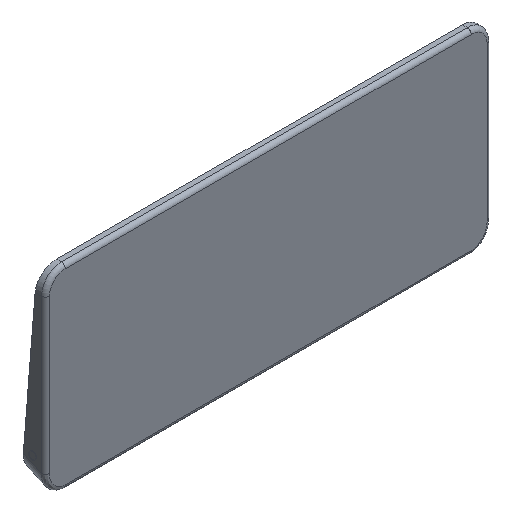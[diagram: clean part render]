
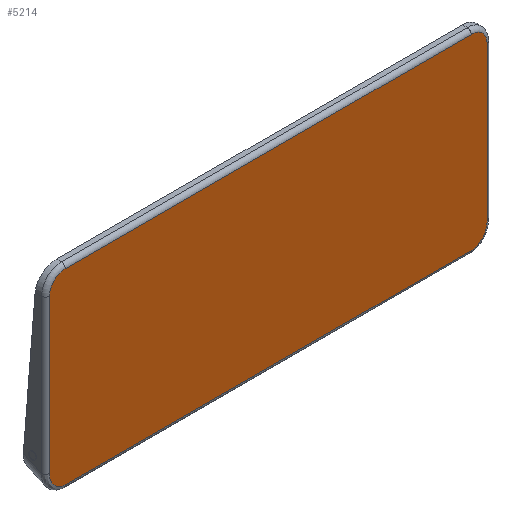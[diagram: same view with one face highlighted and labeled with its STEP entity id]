
A CAD part, isometric view. The second image highlights one B-rep face of the part: STEP entity #5214.
In plain terms, the highlighted planar face has unit normal (0, -1, 0).
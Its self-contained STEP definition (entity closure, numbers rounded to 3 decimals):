
#50 = EDGE_CURVE ( 'NONE', #428, #2247, #2839, .T. ) ;
#112 = CARTESIAN_POINT ( 'NONE',  ( 137.5, 0., -46.982 ) ) ;
#428 = VERTEX_POINT ( 'NONE', #1712 ) ;
#437 = ORIENTED_EDGE ( 'NONE', *, *, #7122, .T. ) ;
#472 = ORIENTED_EDGE ( 'NONE', *, *, #5866, .T. ) ;
#500 = DIRECTION ( 'NONE',  ( 0., -1., 0. ) ) ;
#700 = CARTESIAN_POINT ( 'NONE',  ( 140., 0., -58.048 ) ) ;
#951 = VECTOR ( 'NONE', #2068, 1000. ) ;
#1066 = LINE ( 'NONE', #1980, #6872 ) ;
#1251 =( BOUNDED_CURVE ( )  B_SPLINE_CURVE ( 3, ( #3003, #1651, #5059, #5768 ),
 .UNSPECIFIED., .F., .F. ) 
 B_SPLINE_CURVE_WITH_KNOTS ( ( 4, 4 ),
 ( 3.142, 4.712 ),
 .UNSPECIFIED. ) 
 CURVE ( )  GEOMETRIC_REPRESENTATION_ITEM ( )  RATIONAL_B_SPLINE_CURVE ( ( 1., 0.805, 0.805, 1. ) ) 
 REPRESENTATION_ITEM ( '' )  );
#1259 = CARTESIAN_POINT ( 'NONE',  ( -137.5, 0., -46.982 ) ) ;
#1580 = CARTESIAN_POINT ( 'NONE',  ( 140., 0., -62. ) ) ;
#1588 = AXIS2_PLACEMENT_3D ( 'NONE', #6126, #500, #1820 ) ;
#1651 = CARTESIAN_POINT ( 'NONE',  ( 133.358, 0., -58.048 ) ) ;
#1712 = CARTESIAN_POINT ( 'NONE',  ( -127.5, 0., 59.5 ) ) ;
#1820 = DIRECTION ( 'NONE',  ( 0., 0., 1. ) ) ;
#1980 = CARTESIAN_POINT ( 'NONE',  ( 137.5, 0., -62. ) ) ;
#2006 =( BOUNDED_CURVE ( )  B_SPLINE_CURVE ( 3, ( #1259, #5459, #8796, #6559 ),
 .UNSPECIFIED., .F., .F. ) 
 B_SPLINE_CURVE_WITH_KNOTS ( ( 4, 4 ),
 ( 4.712, 6.283 ),
 .UNSPECIFIED. ) 
 CURVE ( )  GEOMETRIC_REPRESENTATION_ITEM ( )  RATIONAL_B_SPLINE_CURVE ( ( 1., 0.805, 0.805, 1. ) ) 
 REPRESENTATION_ITEM ( '' )  );
#2060 = ORIENTED_EDGE ( 'NONE', *, *, #6573, .T. ) ;
#2068 = DIRECTION ( 'NONE',  ( 1., 0., 0. ) ) ;
#2115 = CIRCLE ( 'NONE', #6888, 10. ) ;
#2247 = VERTEX_POINT ( 'NONE', #7222 ) ;
#2291 = VERTEX_POINT ( 'NONE', #4363 ) ;
#2560 = EDGE_CURVE ( 'NONE', #8468, #8161, #2006, .T. ) ;
#2839 = CIRCLE ( 'NONE', #1588, 10. ) ;
#3003 = CARTESIAN_POINT ( 'NONE',  ( 127.5, 0., -58.048 ) ) ;
#3371 = ORIENTED_EDGE ( 'NONE', *, *, #8483, .T. ) ;
#3381 = DIRECTION ( 'NONE',  ( 0., 0., 1. ) ) ;
#3524 = CARTESIAN_POINT ( 'NONE',  ( -137.5, 0., -46.982 ) ) ;
#3625 = DIRECTION ( 'NONE',  ( 0., 0., 1. ) ) ;
#3875 = CARTESIAN_POINT ( 'NONE',  ( -137.5, 0., -48.167 ) ) ;
#3940 = EDGE_CURVE ( 'NONE', #8161, #7420, #6853, .T. ) ;
#4053 = AXIS2_PLACEMENT_3D ( 'NONE', #1580, #6321, #3625 ) ;
#4363 = CARTESIAN_POINT ( 'NONE',  ( 137.5, 0., 49.5 ) ) ;
#4783 = ORIENTED_EDGE ( 'NONE', *, *, #2560, .T. ) ;
#4983 = ORIENTED_EDGE ( 'NONE', *, *, #50, .T. ) ;
#5059 = CARTESIAN_POINT ( 'NONE',  ( 137.5, 0., -53.464 ) ) ;
#5120 = PLANE ( 'NONE',  #4053 ) ;
#5214 = ADVANCED_FACE ( 'NONE', ( #5429 ), #5120, .F. ) ;
#5220 = LINE ( 'NONE', #6020, #8151 ) ;
#5221 = VERTEX_POINT ( 'NONE', #7125 ) ;
#5426 = ORIENTED_EDGE ( 'NONE', *, *, #6997, .T. ) ;
#5429 = FACE_OUTER_BOUND ( 'NONE', #7324, .T. ) ;
#5437 = DIRECTION ( 'NONE',  ( 0., 0., -1. ) ) ;
#5459 = CARTESIAN_POINT ( 'NONE',  ( -137.5, 0., -53.464 ) ) ;
#5676 = LINE ( 'NONE', #3875, #8650 ) ;
#5768 = CARTESIAN_POINT ( 'NONE',  ( 137.5, 0., -46.982 ) ) ;
#5866 = EDGE_CURVE ( 'NONE', #2247, #8468, #5676, .T. ) ;
#6001 = CARTESIAN_POINT ( 'NONE',  ( 127.5, 0., -58.048 ) ) ;
#6020 = CARTESIAN_POINT ( 'NONE',  ( 140., 0., 59.5 ) ) ;
#6126 = CARTESIAN_POINT ( 'NONE',  ( -127.5, 0., 49.5 ) ) ;
#6321 = DIRECTION ( 'NONE',  ( 0., 1., 0. ) ) ;
#6438 = ORIENTED_EDGE ( 'NONE', *, *, #3940, .T. ) ;
#6559 = CARTESIAN_POINT ( 'NONE',  ( -127.5, 0., -58.048 ) ) ;
#6573 = EDGE_CURVE ( 'NONE', #2291, #5221, #2115, .T. ) ;
#6710 = DIRECTION ( 'NONE',  ( -1., 0., 0. ) ) ;
#6853 = LINE ( 'NONE', #700, #951 ) ;
#6872 = VECTOR ( 'NONE', #7242, 1000. ) ;
#6888 = AXIS2_PLACEMENT_3D ( 'NONE', #7922, #7791, #3381 ) ;
#6997 = EDGE_CURVE ( 'NONE', #7420, #7908, #1251, .T. ) ;
#7122 = EDGE_CURVE ( 'NONE', #7908, #2291, #1066, .T. ) ;
#7125 = CARTESIAN_POINT ( 'NONE',  ( 127.5, 0., 59.5 ) ) ;
#7222 = CARTESIAN_POINT ( 'NONE',  ( -137.5, 0., 49.5 ) ) ;
#7242 = DIRECTION ( 'NONE',  ( 0., 0., 1. ) ) ;
#7324 = EDGE_LOOP ( 'NONE', ( #437, #2060, #3371, #4983, #472, #4783, #6438, #5426 ) ) ;
#7420 = VERTEX_POINT ( 'NONE', #6001 ) ;
#7556 = CARTESIAN_POINT ( 'NONE',  ( -127.5, 0., -58.048 ) ) ;
#7791 = DIRECTION ( 'NONE',  ( 0., -1., 0. ) ) ;
#7908 = VERTEX_POINT ( 'NONE', #112 ) ;
#7922 = CARTESIAN_POINT ( 'NONE',  ( 127.5, 0., 49.5 ) ) ;
#8151 = VECTOR ( 'NONE', #6710, 1000. ) ;
#8161 = VERTEX_POINT ( 'NONE', #7556 ) ;
#8468 = VERTEX_POINT ( 'NONE', #3524 ) ;
#8483 = EDGE_CURVE ( 'NONE', #5221, #428, #5220, .T. ) ;
#8650 = VECTOR ( 'NONE', #5437, 1000. ) ;
#8796 = CARTESIAN_POINT ( 'NONE',  ( -133.358, 0., -58.048 ) ) ;
